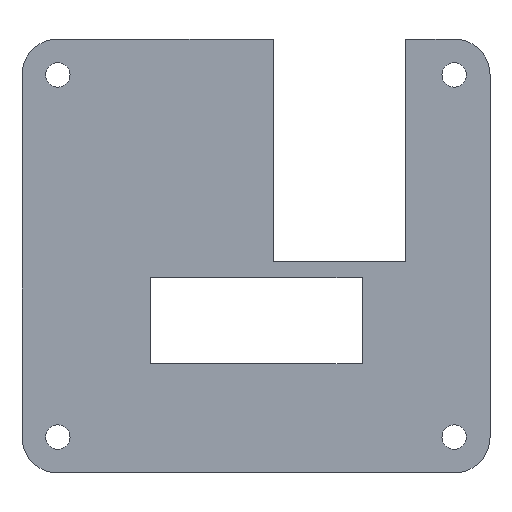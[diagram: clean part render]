
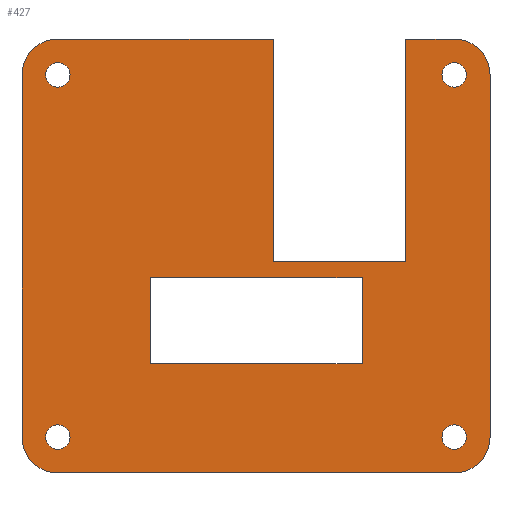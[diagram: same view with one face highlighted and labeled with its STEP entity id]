
A CAD part, top view. The second image highlights one B-rep face of the part: STEP entity #427.
In plain terms, the highlighted planar face has unit normal (0, 0, 1).
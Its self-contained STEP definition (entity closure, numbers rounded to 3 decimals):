
#15=FACE_BOUND('',#64,.T.);
#16=FACE_BOUND('',#65,.T.);
#17=FACE_BOUND('',#66,.T.);
#18=FACE_BOUND('',#67,.T.);
#19=FACE_BOUND('',#68,.T.);
#26=PLANE('',#453);
#41=FACE_OUTER_BOUND('',#63,.T.);
#63=EDGE_LOOP('',(#305,#306,#307,#308,#309,#310,#311,#312,#313,#314,#315,
#316));
#64=EDGE_LOOP('',(#317,#318,#319,#320));
#65=EDGE_LOOP('',(#321));
#66=EDGE_LOOP('',(#322));
#67=EDGE_LOOP('',(#323));
#68=EDGE_LOOP('',(#324));
#95=LINE('',#621,#139);
#98=LINE('',#627,#142);
#99=LINE('',#631,#143);
#100=LINE('',#635,#144);
#101=LINE('',#639,#145);
#102=LINE('',#641,#146);
#103=LINE('',#643,#147);
#104=LINE('',#644,#148);
#105=LINE('',#647,#149);
#106=LINE('',#649,#150);
#107=LINE('',#651,#151);
#108=LINE('',#652,#152);
#139=VECTOR('',#499,10.);
#142=VECTOR('',#504,10.);
#143=VECTOR('',#507,10.);
#144=VECTOR('',#510,10.);
#145=VECTOR('',#513,10.);
#146=VECTOR('',#514,10.);
#147=VECTOR('',#515,10.);
#148=VECTOR('',#516,10.);
#149=VECTOR('',#517,10.);
#150=VECTOR('',#518,10.);
#151=VECTOR('',#519,10.);
#152=VECTOR('',#520,10.);
#181=CIRCLE('',#450,5.);
#183=CIRCLE('',#454,5.);
#184=CIRCLE('',#455,5.);
#185=CIRCLE('',#456,5.);
#186=CIRCLE('',#457,1.7);
#187=CIRCLE('',#458,1.7);
#188=CIRCLE('',#459,1.7);
#189=CIRCLE('',#460,1.7);
#197=VERTEX_POINT('',#611);
#198=VERTEX_POINT('',#612);
#201=VERTEX_POINT('',#620);
#203=VERTEX_POINT('',#626);
#204=VERTEX_POINT('',#628);
#205=VERTEX_POINT('',#630);
#206=VERTEX_POINT('',#632);
#207=VERTEX_POINT('',#634);
#208=VERTEX_POINT('',#636);
#209=VERTEX_POINT('',#638);
#210=VERTEX_POINT('',#640);
#211=VERTEX_POINT('',#642);
#212=VERTEX_POINT('',#645);
#213=VERTEX_POINT('',#646);
#214=VERTEX_POINT('',#648);
#215=VERTEX_POINT('',#650);
#216=VERTEX_POINT('',#653);
#217=VERTEX_POINT('',#655);
#218=VERTEX_POINT('',#657);
#219=VERTEX_POINT('',#659);
#237=EDGE_CURVE('',#197,#198,#181,.T.);
#241=EDGE_CURVE('',#201,#198,#95,.T.);
#244=EDGE_CURVE('',#197,#203,#98,.T.);
#245=EDGE_CURVE('',#204,#203,#183,.T.);
#246=EDGE_CURVE('',#204,#205,#99,.T.);
#247=EDGE_CURVE('',#206,#205,#184,.T.);
#248=EDGE_CURVE('',#206,#207,#100,.T.);
#249=EDGE_CURVE('',#208,#207,#185,.T.);
#250=EDGE_CURVE('',#208,#209,#101,.T.);
#251=EDGE_CURVE('',#209,#210,#102,.T.);
#252=EDGE_CURVE('',#210,#211,#103,.T.);
#253=EDGE_CURVE('',#211,#201,#104,.T.);
#254=EDGE_CURVE('',#212,#213,#105,.T.);
#255=EDGE_CURVE('',#214,#212,#106,.T.);
#256=EDGE_CURVE('',#215,#214,#107,.T.);
#257=EDGE_CURVE('',#213,#215,#108,.T.);
#258=EDGE_CURVE('',#216,#216,#186,.T.);
#259=EDGE_CURVE('',#217,#217,#187,.T.);
#260=EDGE_CURVE('',#218,#218,#188,.T.);
#261=EDGE_CURVE('',#219,#219,#189,.T.);
#305=ORIENTED_EDGE('',*,*,#237,.F.);
#306=ORIENTED_EDGE('',*,*,#244,.T.);
#307=ORIENTED_EDGE('',*,*,#245,.F.);
#308=ORIENTED_EDGE('',*,*,#246,.T.);
#309=ORIENTED_EDGE('',*,*,#247,.F.);
#310=ORIENTED_EDGE('',*,*,#248,.T.);
#311=ORIENTED_EDGE('',*,*,#249,.F.);
#312=ORIENTED_EDGE('',*,*,#250,.T.);
#313=ORIENTED_EDGE('',*,*,#251,.T.);
#314=ORIENTED_EDGE('',*,*,#252,.T.);
#315=ORIENTED_EDGE('',*,*,#253,.T.);
#316=ORIENTED_EDGE('',*,*,#241,.T.);
#317=ORIENTED_EDGE('',*,*,#254,.F.);
#318=ORIENTED_EDGE('',*,*,#255,.F.);
#319=ORIENTED_EDGE('',*,*,#256,.F.);
#320=ORIENTED_EDGE('',*,*,#257,.F.);
#321=ORIENTED_EDGE('',*,*,#258,.T.);
#322=ORIENTED_EDGE('',*,*,#259,.T.);
#323=ORIENTED_EDGE('',*,*,#260,.T.);
#324=ORIENTED_EDGE('',*,*,#261,.T.);
#427=ADVANCED_FACE('',(#41,#15,#16,#17,#18,#19),#26,.T.);
#450=AXIS2_PLACEMENT_3D('',#613,#491,#492);
#453=AXIS2_PLACEMENT_3D('',#625,#502,#503);
#454=AXIS2_PLACEMENT_3D('',#629,#505,#506);
#455=AXIS2_PLACEMENT_3D('',#633,#508,#509);
#456=AXIS2_PLACEMENT_3D('',#637,#511,#512);
#457=AXIS2_PLACEMENT_3D('',#654,#521,#522);
#458=AXIS2_PLACEMENT_3D('',#656,#523,#524);
#459=AXIS2_PLACEMENT_3D('',#658,#525,#526);
#460=AXIS2_PLACEMENT_3D('',#660,#527,#528);
#491=DIRECTION('center_axis',(0.,0.,-1.));
#492=DIRECTION('ref_axis',(-0.707,0.707,0.));
#499=DIRECTION('',(-1.,0.,0.));
#502=DIRECTION('center_axis',(0.,0.,1.));
#503=DIRECTION('ref_axis',(1.,0.,0.));
#504=DIRECTION('',(0.,-1.,0.));
#505=DIRECTION('center_axis',(0.,0.,-1.));
#506=DIRECTION('ref_axis',(-0.707,-0.707,0.));
#507=DIRECTION('',(1.,0.,0.));
#508=DIRECTION('center_axis',(0.,0.,-1.));
#509=DIRECTION('ref_axis',(0.707,-0.707,0.));
#510=DIRECTION('',(0.,1.,0.));
#511=DIRECTION('center_axis',(0.,0.,-1.));
#512=DIRECTION('ref_axis',(0.707,0.707,0.));
#513=DIRECTION('',(-1.,0.,0.));
#514=DIRECTION('',(0.,-1.,0.));
#515=DIRECTION('',(-1.,0.,0.));
#516=DIRECTION('',(0.,1.,0.));
#517=DIRECTION('',(0.,1.,0.));
#518=DIRECTION('',(1.,0.,0.));
#519=DIRECTION('',(0.,-1.,0.));
#520=DIRECTION('',(-1.,0.,0.));
#521=DIRECTION('center_axis',(0.,0.,-1.));
#522=DIRECTION('ref_axis',(1.,0.,0.));
#523=DIRECTION('center_axis',(0.,0.,-1.));
#524=DIRECTION('ref_axis',(1.,0.,0.));
#525=DIRECTION('center_axis',(0.,0.,-1.));
#526=DIRECTION('ref_axis',(1.,0.,0.));
#527=DIRECTION('center_axis',(0.,0.,-1.));
#528=DIRECTION('ref_axis',(1.,0.,0.));
#611=CARTESIAN_POINT('',(-26.29,17.997,1.5));
#612=CARTESIAN_POINT('',(-21.29,22.997,1.5));
#613=CARTESIAN_POINT('Origin',(-21.29,17.997,1.5));
#620=CARTESIAN_POINT('',(8.714,22.997,1.5));
#621=CARTESIAN_POINT('',(-26.29,22.997,1.5));
#625=CARTESIAN_POINT('Origin',(6.332,-7.243,1.5));
#626=CARTESIAN_POINT('',(-26.29,-32.484,1.5));
#627=CARTESIAN_POINT('',(-26.29,-37.484,1.5));
#628=CARTESIAN_POINT('',(-21.29,-37.484,1.5));
#629=CARTESIAN_POINT('Origin',(-21.29,-32.484,1.5));
#630=CARTESIAN_POINT('',(33.954,-37.484,1.5));
#631=CARTESIAN_POINT('',(38.954,-37.484,1.5));
#632=CARTESIAN_POINT('',(38.954,-32.484,1.5));
#633=CARTESIAN_POINT('Origin',(33.954,-32.484,1.5));
#634=CARTESIAN_POINT('',(38.954,17.997,1.5));
#635=CARTESIAN_POINT('',(38.954,22.997,1.5));
#636=CARTESIAN_POINT('',(33.954,22.997,1.5));
#637=CARTESIAN_POINT('Origin',(33.954,17.997,1.5));
#638=CARTESIAN_POINT('',(27.214,22.997,1.5));
#639=CARTESIAN_POINT('',(-26.29,22.997,1.5));
#640=CARTESIAN_POINT('',(27.214,-8.003,1.5));
#641=CARTESIAN_POINT('',(27.214,22.997,1.5));
#642=CARTESIAN_POINT('',(8.714,-8.003,1.5));
#643=CARTESIAN_POINT('',(27.214,-8.003,1.5));
#644=CARTESIAN_POINT('',(8.714,-8.003,1.5));
#645=CARTESIAN_POINT('',(21.12,-22.28,1.5));
#646=CARTESIAN_POINT('',(21.12,-10.28,1.5));
#647=CARTESIAN_POINT('',(21.12,-8.762,1.5));
#648=CARTESIAN_POINT('',(-8.38,-22.28,1.5));
#649=CARTESIAN_POINT('',(13.726,-22.28,1.5));
#650=CARTESIAN_POINT('',(-8.38,-10.28,1.5));
#651=CARTESIAN_POINT('',(-8.38,-14.762,1.5));
#652=CARTESIAN_POINT('',(-1.024,-10.28,1.5));
#653=CARTESIAN_POINT('',(32.254,-32.484,1.5));
#654=CARTESIAN_POINT('Origin',(33.954,-32.484,1.5));
#655=CARTESIAN_POINT('',(-22.99,17.997,1.5));
#656=CARTESIAN_POINT('Origin',(-21.29,17.997,1.5));
#657=CARTESIAN_POINT('',(-22.99,-32.484,1.5));
#658=CARTESIAN_POINT('Origin',(-21.29,-32.484,1.5));
#659=CARTESIAN_POINT('',(32.254,17.997,1.5));
#660=CARTESIAN_POINT('Origin',(33.954,17.997,1.5));
